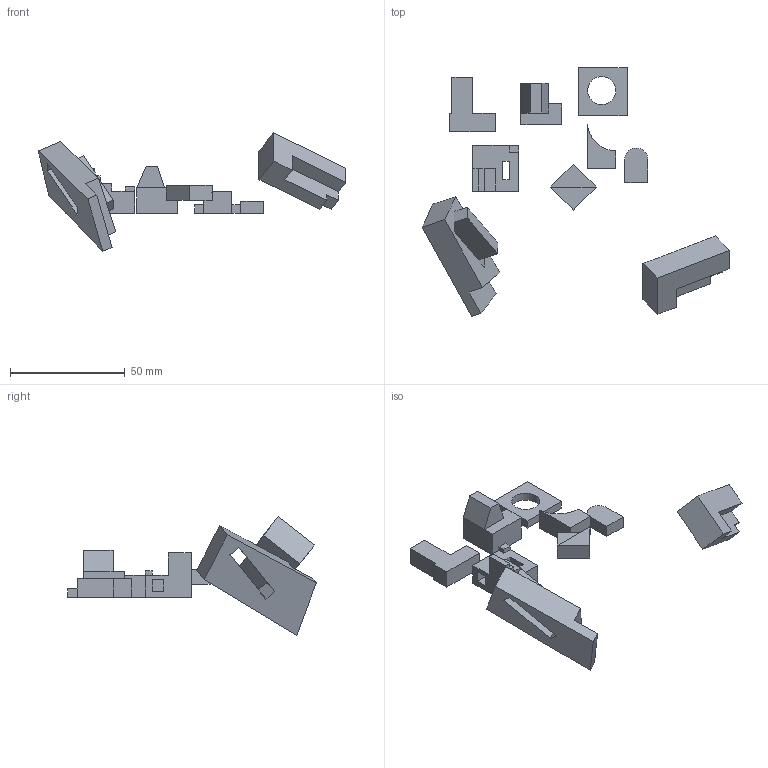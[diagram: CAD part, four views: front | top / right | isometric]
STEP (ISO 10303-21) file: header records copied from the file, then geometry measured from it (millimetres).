
FILE_DESCRIPTION(('STEP AP214'),'1');
FILE_NAME('three_objects_steps_depression_oblique_cyl_tilted.stp','2019-10-25T09:00:54',(' '),(' '),'Spatial InterOp 3D',' ',' ');
FILE_SCHEMA(('AUTOMOTIVE_DESIGN { 1 0 10303 214 1 1 1 1 }'));
Length unit declared in the file: metre
Products named in the file (11): three_objects_steps_depression_oblique_cyl_tilted; Design1; three_objects_steps_depressions; Component1; Component2; Component3; three_objects_steps_depression_oblique; Design3; three_objects_steps_depression_oblique_cyl; Design2
Assembly tree (10 placements, depth 5):
  three_objects_steps_depression_oblique_cyl_tilted
    three_objects_steps_depression_oblique_cyl_tilted
      Design1
    three_objects_steps_depression_oblique_cyl
      three_objects_steps_depression_oblique
        three_objects_steps_depressions
          Component1
          Component2
          Component3
        Design3
      Design2
Bounding box: 133.83 x 108.19 x 51.61 mm (x, y, z)
Volume: 32497.4 mm3; surface area: 16127 mm2
Topology: 9 solids, 9 shells, 103 faces, 255 edges, 168 vertices
Faces by surface type: plane 99, cylinder 4
Entity records: 3340 total; most frequent: CARTESIAN_POINT 541, ORIENTED_EDGE 510, DIRECTION 499, EDGE_CURVE 255, LINE 247, VECTOR 247, VERTEX_POINT 168, AXIS2_PLACEMENT_3D 126
